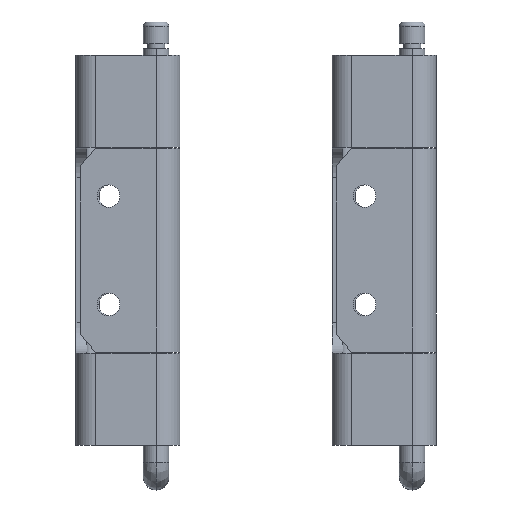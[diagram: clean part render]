
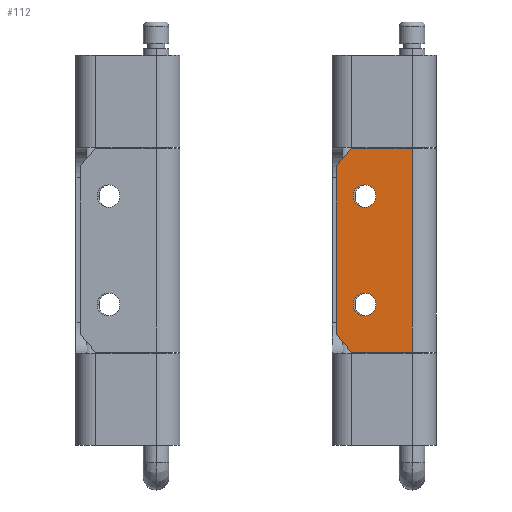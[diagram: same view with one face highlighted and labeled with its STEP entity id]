
A CAD part, top view. The second image highlights one B-rep face of the part: STEP entity #112.
In plain terms, the highlighted planar face has unit normal (0, 0, 1).
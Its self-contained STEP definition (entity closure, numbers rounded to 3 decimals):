
#33=FACE_BOUND('',#423,.T.);
#34=FACE_BOUND('',#424,.T.);
#112=ADVANCED_FACE('',(#264,#33,#34),#2533,.T.);
#264=FACE_OUTER_BOUND('',#422,.T.);
#422=EDGE_LOOP('',(#865,#866,#867,#868,#869,#870));
#423=EDGE_LOOP('',(#871,#872));
#424=EDGE_LOOP('',(#873,#874));
#865=ORIENTED_EDGE('',*,*,#1503,.T.);
#866=ORIENTED_EDGE('',*,*,#1477,.T.);
#867=ORIENTED_EDGE('',*,*,#1478,.T.);
#868=ORIENTED_EDGE('',*,*,#1479,.T.);
#869=ORIENTED_EDGE('',*,*,#1501,.T.);
#870=ORIENTED_EDGE('',*,*,#1480,.T.);
#871=ORIENTED_EDGE('',*,*,#1506,.T.);
#872=ORIENTED_EDGE('',*,*,#1489,.T.);
#873=ORIENTED_EDGE('',*,*,#1508,.T.);
#874=ORIENTED_EDGE('',*,*,#1493,.T.);
#1477=EDGE_CURVE('',#2375,#2376,#1762,.T.);
#1478=EDGE_CURVE('',#2376,#2377,#1763,.T.);
#1479=EDGE_CURVE('',#2377,#2378,#1764,.T.);
#1480=EDGE_CURVE('',#2379,#2374,#1765,.T.);
#1489=EDGE_CURVE('',#2380,#2381,#1932,.T.);
#1493=EDGE_CURVE('',#2382,#2383,#1934,.T.);
#1501=EDGE_CURVE('',#2378,#2379,#1773,.T.);
#1503=EDGE_CURVE('',#2374,#2375,#1775,.T.);
#1506=EDGE_CURVE('',#2381,#2380,#1937,.T.);
#1508=EDGE_CURVE('',#2383,#2382,#1939,.T.);
#1762=B_SPLINE_CURVE_WITH_KNOTS('',1,(#4397,#4398),.UNSPECIFIED.,.F.,.F.,
(2,2),(0.,13.998),.UNSPECIFIED.);
#1763=B_SPLINE_CURVE_WITH_KNOTS('',1,(#4399,#4400),.UNSPECIFIED.,.F.,.F.,
(2,2),(0.,47.),.UNSPECIFIED.);
#1764=B_SPLINE_CURVE_WITH_KNOTS('',1,(#4401,#4402),.UNSPECIFIED.,.F.,.F.,
(2,2),(0.,13.998),.UNSPECIFIED.);
#1765=B_SPLINE_CURVE_WITH_KNOTS('',1,(#4403,#4404),.UNSPECIFIED.,.F.,.F.,
(2,2),(0.,39.),.UNSPECIFIED.);
#1773=B_SPLINE_CURVE_WITH_KNOTS('',1,(#4453,#4454),.UNSPECIFIED.,.F.,.F.,
(2,2),(-5.316,0.),.UNSPECIFIED.);
#1775=B_SPLINE_CURVE_WITH_KNOTS('',1,(#4457,#4458),.UNSPECIFIED.,.F.,.F.,
(2,2),(-5.316,0.),.UNSPECIFIED.);
#1932=TRIMMED_CURVE($,#2100,(#4426),(#4427),.T.,.CARTESIAN.);
#1934=TRIMMED_CURVE($,#2102,(#4436),(#4437),.T.,.CARTESIAN.);
#1937=TRIMMED_CURVE($,#2105,(#4465),(#4466),.T.,.CARTESIAN.);
#1939=TRIMMED_CURVE($,#2107,(#4471),(#4472),.T.,.CARTESIAN.);
#2100=CIRCLE('',#2900,2.6);
#2102=CIRCLE('',#2902,2.6);
#2105=CIRCLE('',#2905,2.6);
#2107=CIRCLE('',#2907,2.6);
#2374=VERTEX_POINT('',#4359);
#2375=VERTEX_POINT('',#4360);
#2376=VERTEX_POINT('',#4361);
#2377=VERTEX_POINT('',#4362);
#2378=VERTEX_POINT('',#4363);
#2379=VERTEX_POINT('',#4364);
#2380=VERTEX_POINT('',#4365);
#2381=VERTEX_POINT('',#4366);
#2382=VERTEX_POINT('',#4367);
#2383=VERTEX_POINT('',#4368);
#2533=PLANE('',#2879);
#2879=AXIS2_PLACEMENT_3D('',#4332,#3262,$);
#2900=AXIS2_PLACEMENT_3D($,#4425,#3291,#3292);
#2902=AXIS2_PLACEMENT_3D($,#4435,#3295,#3296);
#2905=AXIS2_PLACEMENT_3D($,#4464,#3301,#3302);
#2907=AXIS2_PLACEMENT_3D($,#4470,#3305,#3306);
#3262=DIRECTION('',(0.,0.,1.));
#3291=DIRECTION('',(0.,0.,-1.));
#3292=DIRECTION('',(1.,0.,0.));
#3295=DIRECTION('',(0.,0.,-1.));
#3296=DIRECTION('',(1.,0.,0.));
#3301=DIRECTION('',(0.,0.,-1.));
#3302=DIRECTION('',(-1.,0.,0.));
#3305=DIRECTION('',(0.,0.,-1.));
#3306=DIRECTION('',(-1.,0.,0.));
#4332=CARTESIAN_POINT('',(57.15,-28.212,17.916));
#4359=CARTESIAN_POINT('',(58.912,-19.5,17.916));
#4360=CARTESIAN_POINT('',(62.414,-23.5,17.916));
#4361=CARTESIAN_POINT('',(76.412,-23.5,17.916));
#4362=CARTESIAN_POINT('',(76.412,23.5,17.916));
#4363=CARTESIAN_POINT('',(62.414,23.5,17.916));
#4364=CARTESIAN_POINT('',(58.912,19.5,17.916));
#4365=CARTESIAN_POINT('',(68.014,-12.5,17.916));
#4366=CARTESIAN_POINT('',(62.814,-12.5,17.916));
#4367=CARTESIAN_POINT('',(68.014,12.5,17.916));
#4368=CARTESIAN_POINT('',(62.814,12.5,17.916));
#4397=CARTESIAN_POINT('',(62.414,-23.5,17.916));
#4398=CARTESIAN_POINT('',(76.412,-23.5,17.916));
#4399=CARTESIAN_POINT('',(76.412,-23.5,17.916));
#4400=CARTESIAN_POINT('',(76.412,23.5,17.916));
#4401=CARTESIAN_POINT('',(76.412,23.5,17.916));
#4402=CARTESIAN_POINT('',(62.414,23.5,17.916));
#4403=CARTESIAN_POINT('',(58.912,19.5,17.916));
#4404=CARTESIAN_POINT('',(58.912,-19.5,17.916));
#4425=CARTESIAN_POINT('',(65.414,-12.5,17.916));
#4426=CARTESIAN_POINT('',(68.014,-12.5,17.916));
#4427=CARTESIAN_POINT('',(62.814,-12.5,17.916));
#4435=CARTESIAN_POINT('',(65.414,12.5,17.916));
#4436=CARTESIAN_POINT('',(68.014,12.5,17.916));
#4437=CARTESIAN_POINT('',(62.814,12.5,17.916));
#4453=CARTESIAN_POINT('',(62.414,23.5,17.916));
#4454=CARTESIAN_POINT('',(58.912,19.5,17.916));
#4457=CARTESIAN_POINT('',(58.912,-19.5,17.916));
#4458=CARTESIAN_POINT('',(62.414,-23.5,17.916));
#4464=CARTESIAN_POINT('',(65.414,-12.5,17.916));
#4465=CARTESIAN_POINT('',(62.814,-12.5,17.916));
#4466=CARTESIAN_POINT('',(68.014,-12.5,17.916));
#4470=CARTESIAN_POINT('',(65.414,12.5,17.916));
#4471=CARTESIAN_POINT('',(62.814,12.5,17.916));
#4472=CARTESIAN_POINT('',(68.014,12.5,17.916));
